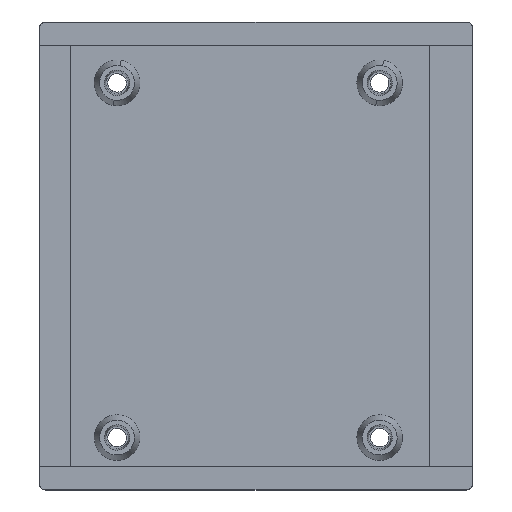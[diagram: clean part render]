
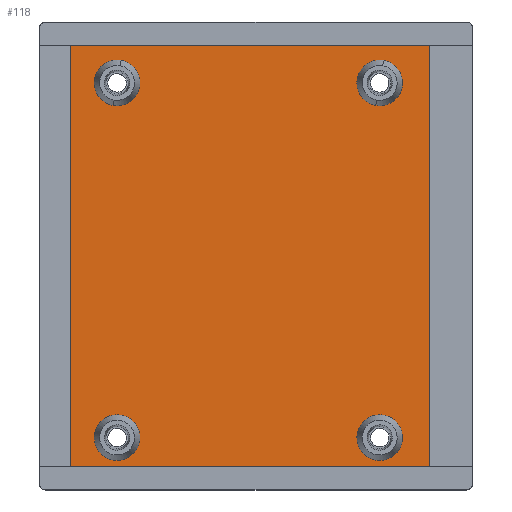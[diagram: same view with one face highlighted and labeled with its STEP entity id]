
A CAD part, top view. The second image highlights one B-rep face of the part: STEP entity #118.
In plain terms, the highlighted planar face has unit normal (0, 0, 1).
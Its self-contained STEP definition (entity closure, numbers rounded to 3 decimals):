
#25=FACE_BOUND('',#380,.T.);
#26=FACE_BOUND('',#381,.T.);
#27=FACE_BOUND('',#382,.T.);
#28=FACE_BOUND('',#383,.T.);
#118=ADVANCED_FACE('',(#243,#25,#26,#27,#28),#1912,.T.);
#243=FACE_OUTER_BOUND('',#379,.T.);
#379=EDGE_LOOP('',(#791,#792,#793,#794));
#380=EDGE_LOOP('',(#795,#796));
#381=EDGE_LOOP('',(#797,#798));
#382=EDGE_LOOP('',(#799,#800));
#383=EDGE_LOOP('',(#801,#802));
#791=ORIENTED_EDGE('',*,*,#1225,.T.);
#792=ORIENTED_EDGE('',*,*,#1230,.T.);
#793=ORIENTED_EDGE('',*,*,#1221,.T.);
#794=ORIENTED_EDGE('',*,*,#1182,.T.);
#795=ORIENTED_EDGE('',*,*,#1295,.F.);
#796=ORIENTED_EDGE('',*,*,#1157,.F.);
#797=ORIENTED_EDGE('',*,*,#1292,.F.);
#798=ORIENTED_EDGE('',*,*,#1154,.F.);
#799=ORIENTED_EDGE('',*,*,#1289,.F.);
#800=ORIENTED_EDGE('',*,*,#1151,.F.);
#801=ORIENTED_EDGE('',*,*,#1286,.F.);
#802=ORIENTED_EDGE('',*,*,#1148,.F.);
#1148=EDGE_CURVE('',#1696,#1780,#1322,.T.);
#1151=EDGE_CURVE('',#1699,#1782,#1325,.T.);
#1154=EDGE_CURVE('',#1702,#1784,#1328,.T.);
#1157=EDGE_CURVE('',#1705,#1786,#1331,.T.);
#1182=EDGE_CURVE('',#1727,#1729,#1555,.T.);
#1221=EDGE_CURVE('',#1748,#1727,#1568,.T.);
#1225=EDGE_CURVE('',#1729,#1751,#1572,.T.);
#1230=EDGE_CURVE('',#1751,#1748,#1577,.T.);
#1286=EDGE_CURVE('',#1780,#1696,#1379,.T.);
#1289=EDGE_CURVE('',#1782,#1699,#1382,.T.);
#1292=EDGE_CURVE('',#1784,#1702,#1385,.T.);
#1295=EDGE_CURVE('',#1786,#1705,#1388,.T.);
#1322=(
BOUNDED_CURVE()
B_SPLINE_CURVE(2,(#3427,#3428,#3429,#3430,#3431),.UNSPECIFIED.,.F.,.F.)
B_SPLINE_CURVE_WITH_KNOTS((3,2,3),(0.,4.711,9.423),
 .UNSPECIFIED.)
CURVE()
GEOMETRIC_REPRESENTATION_ITEM()
RATIONAL_B_SPLINE_CURVE((1.,0.707,1.,0.707,1.))
REPRESENTATION_ITEM('')
);
#1325=(
BOUNDED_CURVE()
B_SPLINE_CURVE(2,(#3439,#3440,#3441,#3442,#3443),.UNSPECIFIED.,.F.,.F.)
B_SPLINE_CURVE_WITH_KNOTS((3,2,3),(0.,4.711,9.423),
 .UNSPECIFIED.)
CURVE()
GEOMETRIC_REPRESENTATION_ITEM()
RATIONAL_B_SPLINE_CURVE((1.,0.707,1.,0.707,1.))
REPRESENTATION_ITEM('')
);
#1328=(
BOUNDED_CURVE()
B_SPLINE_CURVE(2,(#3451,#3452,#3453,#3454,#3455),.UNSPECIFIED.,.F.,.F.)
B_SPLINE_CURVE_WITH_KNOTS((3,2,3),(0.,4.711,9.423),
 .UNSPECIFIED.)
CURVE()
GEOMETRIC_REPRESENTATION_ITEM()
RATIONAL_B_SPLINE_CURVE((1.,0.707,1.,0.707,1.))
REPRESENTATION_ITEM('')
);
#1331=(
BOUNDED_CURVE()
B_SPLINE_CURVE(2,(#3463,#3464,#3465,#3466,#3467),.UNSPECIFIED.,.F.,.F.)
B_SPLINE_CURVE_WITH_KNOTS((3,2,3),(0.,4.711,9.423),
 .UNSPECIFIED.)
CURVE()
GEOMETRIC_REPRESENTATION_ITEM()
RATIONAL_B_SPLINE_CURVE((1.,0.707,1.,0.707,1.))
REPRESENTATION_ITEM('')
);
#1379=(
BOUNDED_CURVE()
B_SPLINE_CURVE(2,(#3831,#3832,#3833,#3834,#3835),.UNSPECIFIED.,.F.,.F.)
B_SPLINE_CURVE_WITH_KNOTS((3,2,3),(9.423,14.134,18.846),
 .UNSPECIFIED.)
CURVE()
GEOMETRIC_REPRESENTATION_ITEM()
RATIONAL_B_SPLINE_CURVE((1.,0.707,1.,0.707,1.))
REPRESENTATION_ITEM('')
);
#1382=(
BOUNDED_CURVE()
B_SPLINE_CURVE(2,(#3843,#3844,#3845,#3846,#3847),.UNSPECIFIED.,.F.,.F.)
B_SPLINE_CURVE_WITH_KNOTS((3,2,3),(9.423,14.134,18.846),
 .UNSPECIFIED.)
CURVE()
GEOMETRIC_REPRESENTATION_ITEM()
RATIONAL_B_SPLINE_CURVE((1.,0.707,1.,0.707,1.))
REPRESENTATION_ITEM('')
);
#1385=(
BOUNDED_CURVE()
B_SPLINE_CURVE(2,(#3855,#3856,#3857,#3858,#3859),.UNSPECIFIED.,.F.,.F.)
B_SPLINE_CURVE_WITH_KNOTS((3,2,3),(9.423,14.134,18.846),
 .UNSPECIFIED.)
CURVE()
GEOMETRIC_REPRESENTATION_ITEM()
RATIONAL_B_SPLINE_CURVE((1.,0.707,1.,0.707,1.))
REPRESENTATION_ITEM('')
);
#1388=(
BOUNDED_CURVE()
B_SPLINE_CURVE(2,(#3867,#3868,#3869,#3870,#3871),.UNSPECIFIED.,.F.,.F.)
B_SPLINE_CURVE_WITH_KNOTS((3,2,3),(9.423,14.134,18.846),
 .UNSPECIFIED.)
CURVE()
GEOMETRIC_REPRESENTATION_ITEM()
RATIONAL_B_SPLINE_CURVE((1.,0.707,1.,0.707,1.))
REPRESENTATION_ITEM('')
);
#1555=B_SPLINE_CURVE_WITH_KNOTS('',1,(#3521,#3522),.UNSPECIFIED.,.F.,.F.,
(2,2),(-147.49,-85.735),.UNSPECIFIED.);
#1568=B_SPLINE_CURVE_WITH_KNOTS('',1,(#3649,#3650),.UNSPECIFIED.,.F.,.F.,
(2,2),(-77.772,-5.304),.UNSPECIFIED.);
#1572=B_SPLINE_CURVE_WITH_KNOTS('',1,(#3657,#3658),.UNSPECIFIED.,.F.,.F.,
(2,2),(-159.612,-87.144),.UNSPECIFIED.);
#1577=B_SPLINE_CURVE_WITH_KNOTS('',1,(#3667,#3668),.UNSPECIFIED.,.F.,.F.,
(2,2),(-71.059,-9.304),.UNSPECIFIED.);
#1696=VERTEX_POINT('',#2858);
#1699=VERTEX_POINT('',#2861);
#1702=VERTEX_POINT('',#2864);
#1705=VERTEX_POINT('',#2867);
#1727=VERTEX_POINT('',#2889);
#1729=VERTEX_POINT('',#2891);
#1748=VERTEX_POINT('',#2910);
#1751=VERTEX_POINT('',#2913);
#1780=VERTEX_POINT('',#2942);
#1782=VERTEX_POINT('',#2944);
#1784=VERTEX_POINT('',#2946);
#1786=VERTEX_POINT('',#2948);
#1912=PLANE('',#2073);
#2073=AXIS2_PLACEMENT_3D('',#2561,#2165,$);
#2165=DIRECTION('',(0.,0.,1.));
#2561=CARTESIAN_POINT('',(74.397,-4.5,-3.43));
#2858=CARTESIAN_POINT('',(13.996,8.365,-3.43));
#2861=CARTESIAN_POINT('',(13.996,69.365,-3.43));
#2864=CARTESIAN_POINT('',(59.157,8.365,-3.43));
#2867=CARTESIAN_POINT('',(59.157,69.365,-3.43));
#2889=CARTESIAN_POINT('',(5.304,-0.5,-3.43));
#2891=CARTESIAN_POINT('',(67.058,-0.5,-3.43));
#2910=CARTESIAN_POINT('',(5.304,71.968,-3.43));
#2913=CARTESIAN_POINT('',(67.058,71.968,-3.43));
#2942=CARTESIAN_POINT('',(12.624,0.649,-3.43));
#2944=CARTESIAN_POINT('',(12.624,61.649,-3.43));
#2946=CARTESIAN_POINT('',(57.785,0.649,-3.43));
#2948=CARTESIAN_POINT('',(57.785,61.649,-3.43));
#3427=CARTESIAN_POINT('',(13.996,8.365,-3.43));
#3428=CARTESIAN_POINT('',(10.138,9.051,-3.43));
#3429=CARTESIAN_POINT('',(9.452,5.193,-3.43));
#3430=CARTESIAN_POINT('',(8.765,1.335,-3.43));
#3431=CARTESIAN_POINT('',(12.624,0.649,-3.43));
#3439=CARTESIAN_POINT('',(13.996,69.365,-3.43));
#3440=CARTESIAN_POINT('',(10.138,70.051,-3.43));
#3441=CARTESIAN_POINT('',(9.452,66.193,-3.43));
#3442=CARTESIAN_POINT('',(8.765,62.335,-3.43));
#3443=CARTESIAN_POINT('',(12.624,61.649,-3.43));
#3451=CARTESIAN_POINT('',(59.157,8.365,-3.43));
#3452=CARTESIAN_POINT('',(55.299,9.051,-3.43));
#3453=CARTESIAN_POINT('',(54.613,5.193,-3.43));
#3454=CARTESIAN_POINT('',(53.927,1.335,-3.43));
#3455=CARTESIAN_POINT('',(57.785,0.649,-3.43));
#3463=CARTESIAN_POINT('',(59.157,69.365,-3.43));
#3464=CARTESIAN_POINT('',(55.299,70.051,-3.43));
#3465=CARTESIAN_POINT('',(54.613,66.193,-3.43));
#3466=CARTESIAN_POINT('',(53.927,62.335,-3.43));
#3467=CARTESIAN_POINT('',(57.785,61.649,-3.43));
#3521=CARTESIAN_POINT('',(5.304,-0.5,-3.43));
#3522=CARTESIAN_POINT('',(67.058,-0.5,-3.43));
#3649=CARTESIAN_POINT('',(5.304,71.968,-3.43));
#3650=CARTESIAN_POINT('',(5.304,-0.5,-3.43));
#3657=CARTESIAN_POINT('',(67.058,-0.5,-3.43));
#3658=CARTESIAN_POINT('',(67.058,71.968,-3.43));
#3667=CARTESIAN_POINT('',(67.058,71.968,-3.43));
#3668=CARTESIAN_POINT('',(5.304,71.968,-3.43));
#3831=CARTESIAN_POINT('',(12.624,0.649,-3.43));
#3832=CARTESIAN_POINT('',(16.482,-0.037,-3.43));
#3833=CARTESIAN_POINT('',(17.168,3.821,-3.43));
#3834=CARTESIAN_POINT('',(17.854,7.679,-3.43));
#3835=CARTESIAN_POINT('',(13.996,8.365,-3.43));
#3843=CARTESIAN_POINT('',(12.624,61.649,-3.43));
#3844=CARTESIAN_POINT('',(16.482,60.963,-3.43));
#3845=CARTESIAN_POINT('',(17.168,64.821,-3.43));
#3846=CARTESIAN_POINT('',(17.854,68.679,-3.43));
#3847=CARTESIAN_POINT('',(13.996,69.365,-3.43));
#3855=CARTESIAN_POINT('',(57.785,0.649,-3.43));
#3856=CARTESIAN_POINT('',(61.643,-0.037,-3.43));
#3857=CARTESIAN_POINT('',(62.329,3.821,-3.43));
#3858=CARTESIAN_POINT('',(63.015,7.679,-3.43));
#3859=CARTESIAN_POINT('',(59.157,8.365,-3.43));
#3867=CARTESIAN_POINT('',(57.785,61.649,-3.43));
#3868=CARTESIAN_POINT('',(61.643,60.963,-3.43));
#3869=CARTESIAN_POINT('',(62.329,64.821,-3.43));
#3870=CARTESIAN_POINT('',(63.015,68.679,-3.43));
#3871=CARTESIAN_POINT('',(59.157,69.365,-3.43));
